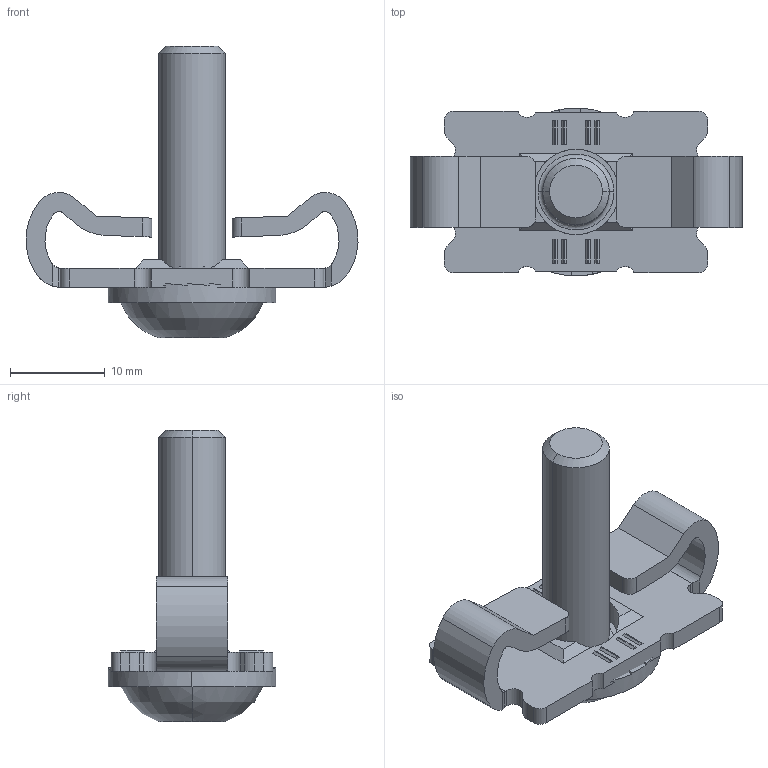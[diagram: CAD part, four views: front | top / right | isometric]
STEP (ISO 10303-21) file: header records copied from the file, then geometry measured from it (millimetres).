
FILE_DESCRIPTION (( 'STEP AP203' ), '1' );
FILE_NAME ('282311005_c_1.STEP', '2023-01-30T03:26:16', ( '' ), ( '' ), 'SwSTEP 2.0', 'SolidWorks 2014', '' );
FILE_SCHEMA (( 'CONFIG_CONTROL_DESIGN' ));
Length unit declared in the file: millimetre
Products named in the file (1): 282311005_c_1
Bounding box: 34.99 x 17.7 x 30.7 mm (x, y, z)
Volume: 3154.9 mm3; surface area: 3161.8 mm2
Topology: 2 solids, 2 shells, 270 faces, 712 edges, 457 vertices
Faces by surface type: plane 178, cylinder 84, cone 4, torus 4
Entity records: 8432 total; most frequent: CARTESIAN_POINT 1753, ORIENTED_EDGE 1420, DIRECTION 1354, EDGE_CURVE 710, VECTOR 458, LINE 458, VERTEX_POINT 457, AXIS2_PLACEMENT_3D 448
